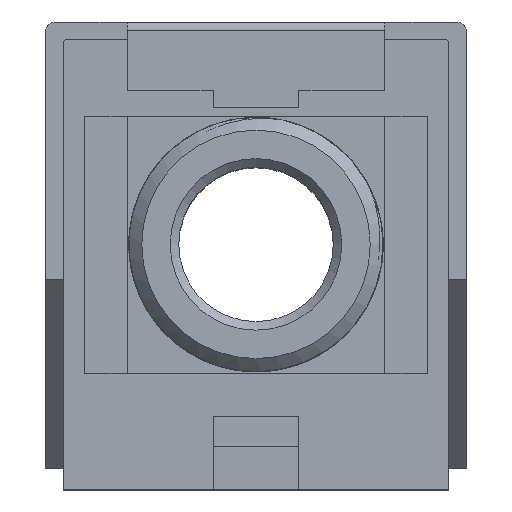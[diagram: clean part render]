
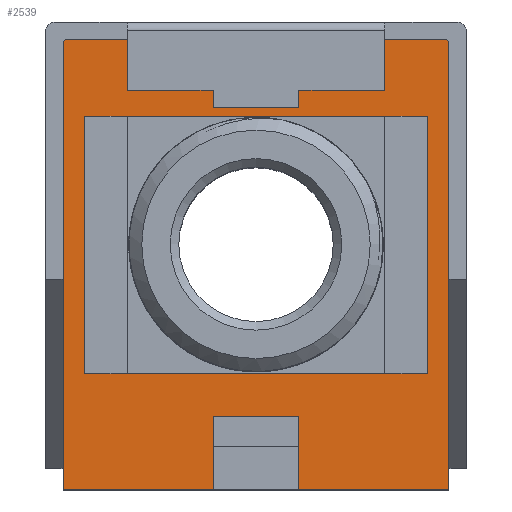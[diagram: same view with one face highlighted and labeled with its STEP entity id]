
A CAD part, top view. The second image highlights one B-rep face of the part: STEP entity #2539.
In plain terms, the highlighted planar face has unit normal (0, 0, 1).
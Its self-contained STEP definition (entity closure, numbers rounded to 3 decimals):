
#67=CIRCLE('',#2687,0.1);
#69=CIRCLE('',#2692,0.1);
#168=FACE_BOUND('',#345,.T.);
#208=FACE_OUTER_BOUND('',#344,.T.);
#344=EDGE_LOOP('',(#1834,#1835,#1836,#1837,#1838,#1839,#1840,#1841,#1842,
#1843,#1844,#1845,#1846,#1847,#1848,#1849,#1850,#1851));
#345=EDGE_LOOP('',(#1852,#1853,#1854,#1855,#1856,#1857,#1858,#1859));
#451=LINE('',#3523,#734);
#454=LINE('',#3529,#737);
#463=LINE('',#3547,#746);
#468=LINE('',#3558,#751);
#471=LINE('',#3562,#754);
#473=LINE('',#3567,#756);
#476=LINE('',#3571,#759);
#477=LINE('',#3574,#760);
#481=LINE('',#3581,#764);
#487=LINE('',#3595,#770);
#491=LINE('',#3603,#774);
#494=LINE('',#3609,#777);
#498=LINE('',#3618,#781);
#502=LINE('',#3626,#785);
#505=LINE('',#3632,#788);
#511=LINE('',#3643,#794);
#516=LINE('',#3652,#799);
#521=LINE('',#3663,#804);
#524=LINE('',#3669,#807);
#532=LINE('',#3684,#815);
#539=LINE('',#3697,#822);
#543=LINE('',#3704,#826);
#551=LINE('',#3723,#834);
#553=LINE('',#3728,#836);
#734=VECTOR('',#2852,10.);
#737=VECTOR('',#2857,10.);
#746=VECTOR('',#2870,10.);
#751=VECTOR('',#2877,10.);
#754=VECTOR('',#2882,10.);
#756=VECTOR('',#2886,10.);
#759=VECTOR('',#2891,10.);
#760=VECTOR('',#2894,10.);
#764=VECTOR('',#2898,10.);
#770=VECTOR('',#2908,10.);
#774=VECTOR('',#2914,10.);
#777=VECTOR('',#2919,10.);
#781=VECTOR('',#2927,10.);
#785=VECTOR('',#2933,10.);
#788=VECTOR('',#2938,10.);
#794=VECTOR('',#2948,10.);
#799=VECTOR('',#2957,10.);
#804=VECTOR('',#2966,10.);
#807=VECTOR('',#2971,10.);
#815=VECTOR('',#2981,10.);
#822=VECTOR('',#2994,10.);
#826=VECTOR('',#2998,10.);
#834=VECTOR('',#3020,10.);
#836=VECTOR('',#3024,10.);
#1017=VERTEX_POINT('',#3520);
#1018=VERTEX_POINT('',#3522);
#1020=VERTEX_POINT('',#3528);
#1026=VERTEX_POINT('',#3544);
#1027=VERTEX_POINT('',#3546);
#1031=VERTEX_POINT('',#3555);
#1032=VERTEX_POINT('',#3557);
#1034=VERTEX_POINT('',#3566);
#1035=VERTEX_POINT('',#3573);
#1038=VERTEX_POINT('',#3579);
#1043=VERTEX_POINT('',#3593);
#1044=VERTEX_POINT('',#3594);
#1047=VERTEX_POINT('',#3602);
#1049=VERTEX_POINT('',#3608);
#1051=VERTEX_POINT('',#3616);
#1052=VERTEX_POINT('',#3617);
#1055=VERTEX_POINT('',#3625);
#1057=VERTEX_POINT('',#3631);
#1065=VERTEX_POINT('',#3660);
#1066=VERTEX_POINT('',#3662);
#1068=VERTEX_POINT('',#3668);
#1074=VERTEX_POINT('',#3682);
#1077=VERTEX_POINT('',#3696);
#1080=VERTEX_POINT('',#3702);
#1084=VERTEX_POINT('',#3718);
#1086=VERTEX_POINT('',#3727);
#1268=EDGE_CURVE('',#1018,#1017,#451,.T.);
#1271=EDGE_CURVE('',#1020,#1018,#454,.T.);
#1280=EDGE_CURVE('',#1027,#1026,#463,.T.);
#1285=EDGE_CURVE('',#1032,#1031,#468,.T.);
#1288=EDGE_CURVE('',#1017,#1032,#471,.T.);
#1290=EDGE_CURVE('',#1034,#1027,#473,.T.);
#1293=EDGE_CURVE('',#1031,#1034,#476,.T.);
#1294=EDGE_CURVE('',#1035,#1020,#477,.T.);
#1298=EDGE_CURVE('',#1026,#1038,#481,.T.);
#1304=EDGE_CURVE('',#1043,#1044,#487,.T.);
#1308=EDGE_CURVE('',#1044,#1047,#491,.T.);
#1311=EDGE_CURVE('',#1047,#1049,#494,.T.);
#1315=EDGE_CURVE('',#1051,#1052,#498,.T.);
#1319=EDGE_CURVE('',#1052,#1055,#502,.T.);
#1322=EDGE_CURVE('',#1057,#1051,#505,.T.);
#1328=EDGE_CURVE('',#1049,#1057,#511,.T.);
#1333=EDGE_CURVE('',#1055,#1043,#516,.T.);
#1338=EDGE_CURVE('',#1066,#1065,#521,.T.);
#1341=EDGE_CURVE('',#1068,#1066,#524,.T.);
#1349=EDGE_CURVE('',#1065,#1074,#532,.T.);
#1356=EDGE_CURVE('',#1077,#1068,#539,.T.);
#1360=EDGE_CURVE('',#1074,#1080,#543,.T.);
#1367=EDGE_CURVE('',#1084,#1035,#67,.T.);
#1370=EDGE_CURVE('',#1080,#1084,#551,.T.);
#1372=EDGE_CURVE('',#1086,#1077,#553,.T.);
#1375=EDGE_CURVE('',#1038,#1086,#69,.T.);
#1834=ORIENTED_EDGE('',*,*,#1280,.T.);
#1835=ORIENTED_EDGE('',*,*,#1298,.T.);
#1836=ORIENTED_EDGE('',*,*,#1375,.T.);
#1837=ORIENTED_EDGE('',*,*,#1372,.T.);
#1838=ORIENTED_EDGE('',*,*,#1356,.T.);
#1839=ORIENTED_EDGE('',*,*,#1341,.T.);
#1840=ORIENTED_EDGE('',*,*,#1338,.T.);
#1841=ORIENTED_EDGE('',*,*,#1349,.T.);
#1842=ORIENTED_EDGE('',*,*,#1360,.T.);
#1843=ORIENTED_EDGE('',*,*,#1370,.T.);
#1844=ORIENTED_EDGE('',*,*,#1367,.T.);
#1845=ORIENTED_EDGE('',*,*,#1294,.T.);
#1846=ORIENTED_EDGE('',*,*,#1271,.T.);
#1847=ORIENTED_EDGE('',*,*,#1268,.T.);
#1848=ORIENTED_EDGE('',*,*,#1288,.T.);
#1849=ORIENTED_EDGE('',*,*,#1285,.T.);
#1850=ORIENTED_EDGE('',*,*,#1293,.T.);
#1851=ORIENTED_EDGE('',*,*,#1290,.T.);
#1852=ORIENTED_EDGE('',*,*,#1311,.T.);
#1853=ORIENTED_EDGE('',*,*,#1328,.T.);
#1854=ORIENTED_EDGE('',*,*,#1322,.T.);
#1855=ORIENTED_EDGE('',*,*,#1315,.T.);
#1856=ORIENTED_EDGE('',*,*,#1319,.T.);
#1857=ORIENTED_EDGE('',*,*,#1333,.T.);
#1858=ORIENTED_EDGE('',*,*,#1304,.T.);
#1859=ORIENTED_EDGE('',*,*,#1308,.T.);
#2451=PLANE('',#2693);
#2539=ADVANCED_FACE('',(#208,#168),#2451,.T.);
#2687=AXIS2_PLACEMENT_3D('',#3719,#3014,#3015);
#2692=AXIS2_PLACEMENT_3D('',#3732,#3030,#3031);
#2693=AXIS2_PLACEMENT_3D('',#3733,#3032,#3033);
#2852=DIRECTION('',(-1.,0.,0.));
#2857=DIRECTION('',(0.,-1.,0.));
#2870=DIRECTION('',(0.,1.,0.));
#2877=DIRECTION('',(-1.,0.,0.));
#2882=DIRECTION('',(0.,-1.,0.));
#2886=DIRECTION('',(-1.,0.,0.));
#2891=DIRECTION('',(0.,1.,0.));
#2894=DIRECTION('',(-1.,0.,0.));
#2898=DIRECTION('',(-1.,0.,0.));
#2908=DIRECTION('',(1.,0.,0.));
#2914=DIRECTION('',(0.,-1.,0.));
#2919=DIRECTION('',(-1.,0.,0.));
#2927=DIRECTION('',(0.,1.,0.));
#2933=DIRECTION('',(1.,0.,0.));
#2938=DIRECTION('',(-1.,0.,0.));
#2948=DIRECTION('',(-1.,0.,0.));
#2957=DIRECTION('',(1.,0.,0.));
#2966=DIRECTION('',(1.,0.,0.));
#2971=DIRECTION('',(0.,1.,0.));
#2981=DIRECTION('',(0.,-1.,0.));
#2994=DIRECTION('',(1.,0.,0.));
#2998=DIRECTION('',(1.,0.,0.));
#3014=DIRECTION('center_axis',(0.,0.,1.));
#3015=DIRECTION('ref_axis',(1.,0.,0.));
#3020=DIRECTION('',(0.,1.,0.));
#3024=DIRECTION('',(0.,-1.,0.));
#3030=DIRECTION('center_axis',(0.,0.,1.));
#3031=DIRECTION('ref_axis',(0.,1.,0.));
#3032=DIRECTION('center_axis',(0.,0.,1.));
#3033=DIRECTION('ref_axis',(1.,0.,0.));
#3520=CARTESIAN_POINT('',(1.,3.6,10.5));
#3522=CARTESIAN_POINT('',(3.,3.6,10.5));
#3523=CARTESIAN_POINT('',(3.25,3.6,10.5));
#3528=CARTESIAN_POINT('',(3.,4.8,10.5));
#3529=CARTESIAN_POINT('',(3.,2.4,10.5));
#3544=CARTESIAN_POINT('',(-3.,4.8,10.5));
#3546=CARTESIAN_POINT('',(-3.,3.6,10.5));
#3547=CARTESIAN_POINT('',(-3.,1.8,10.5));
#3555=CARTESIAN_POINT('',(-1.,3.2,10.5));
#3557=CARTESIAN_POINT('',(1.,3.2,10.5));
#3558=CARTESIAN_POINT('',(2.25,3.2,10.5));
#3562=CARTESIAN_POINT('',(1.,1.8,10.5));
#3566=CARTESIAN_POINT('',(-1.,3.6,10.5));
#3567=CARTESIAN_POINT('',(1.25,3.6,10.5));
#3571=CARTESIAN_POINT('',(-1.,1.6,10.5));
#3573=CARTESIAN_POINT('',(4.4,4.8,10.5));
#3574=CARTESIAN_POINT('',(-4.4,4.8,10.5));
#3579=CARTESIAN_POINT('',(-4.4,4.8,10.5));
#3581=CARTESIAN_POINT('',(-4.4,4.8,10.5));
#3593=CARTESIAN_POINT('',(3.,3.,10.5));
#3594=CARTESIAN_POINT('',(4.,3.,10.5));
#3595=CARTESIAN_POINT('',(3.75,3.,10.5));
#3602=CARTESIAN_POINT('',(4.,-3.,10.5));
#3603=CARTESIAN_POINT('',(4.,-1.5,10.5));
#3608=CARTESIAN_POINT('',(3.,-3.,10.5));
#3609=CARTESIAN_POINT('',(3.25,-3.,10.5));
#3616=CARTESIAN_POINT('',(-4.,-3.,10.5));
#3617=CARTESIAN_POINT('',(-4.,3.,10.5));
#3618=CARTESIAN_POINT('',(-4.,1.5,10.5));
#3625=CARTESIAN_POINT('',(-3.,3.,10.5));
#3626=CARTESIAN_POINT('',(0.25,3.,10.5));
#3631=CARTESIAN_POINT('',(-3.,-3.,10.5));
#3632=CARTESIAN_POINT('',(-0.25,-3.,10.5));
#3643=CARTESIAN_POINT('',(0.25,-3.,10.5));
#3652=CARTESIAN_POINT('',(3.25,3.,10.5));
#3660=CARTESIAN_POINT('',(1.,-4.,10.5));
#3662=CARTESIAN_POINT('',(-1.,-4.,10.5));
#3663=CARTESIAN_POINT('',(1.25,-4.,10.5));
#3668=CARTESIAN_POINT('',(-1.,-5.7,10.5));
#3669=CARTESIAN_POINT('',(-1.,-2.85,10.5));
#3682=CARTESIAN_POINT('',(1.,-5.7,10.5));
#3684=CARTESIAN_POINT('',(1.,-2.,10.5));
#3696=CARTESIAN_POINT('',(-4.5,-5.7,10.5));
#3697=CARTESIAN_POINT('',(-4.5,-5.7,10.5));
#3702=CARTESIAN_POINT('',(4.5,-5.7,10.5));
#3704=CARTESIAN_POINT('',(-4.5,-5.7,10.5));
#3718=CARTESIAN_POINT('',(4.5,4.7,10.5));
#3719=CARTESIAN_POINT('Origin',(4.4,4.7,10.5));
#3723=CARTESIAN_POINT('',(4.5,4.7,10.5));
#3727=CARTESIAN_POINT('',(-4.5,4.7,10.5));
#3728=CARTESIAN_POINT('',(-4.5,-5.7,10.5));
#3732=CARTESIAN_POINT('Origin',(-4.4,4.7,10.5));
#3733=CARTESIAN_POINT('Origin',(3.5,0.,10.5));
